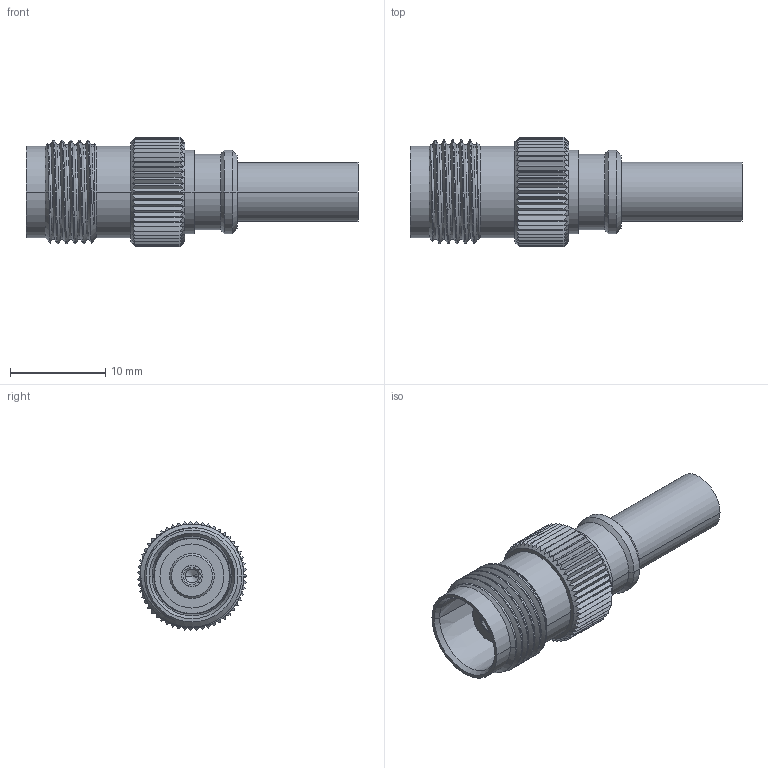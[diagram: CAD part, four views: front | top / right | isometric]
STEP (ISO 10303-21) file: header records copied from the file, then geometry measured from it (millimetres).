
FILE_DESCRIPTION((''),'2;1');
FILE_NAME('31-6823_SW0001','2018-05-24T',('Krishnaprasath'),(''),'CREO PARAMETRIC BY PTC INC, 2017020','CREO PARAMETRIC BY PTC INC, 2017020','');
FILE_SCHEMA(('CONFIG_CONTROL_DESIGN'));
Length unit declared in the file: inch
Products named in the file (1): 31-6823_SW0001
Bounding box: 34.88 x 11.49 x 11.5 mm (x, y, z)
Volume: 1579 mm3; surface area: 1790.1 mm2
Topology: 1 solids, 1 shells, 672 faces, 1959 edges, 1295 vertices
Faces by surface type: plane 380, cylinder 172, cone 114, bspline 6
Entity records: 25963 total; most frequent: CARTESIAN_POINT 8786, ORIENTED_EDGE 3914, DIRECTION 3249, EDGE_CURVE 1957, VERTEX_POINT 1295, AXIS2_PLACEMENT_3D 1212, VECTOR 825, LINE 825
